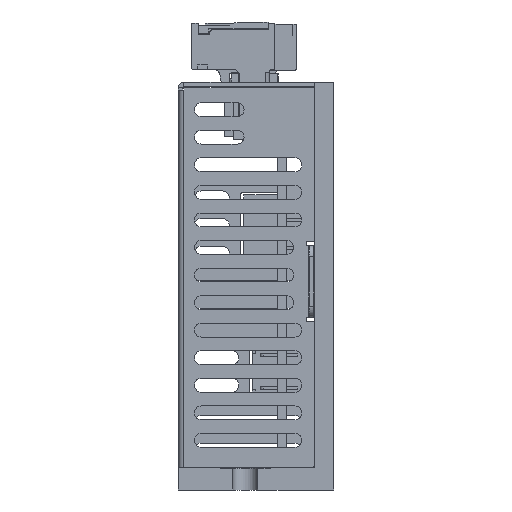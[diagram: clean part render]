
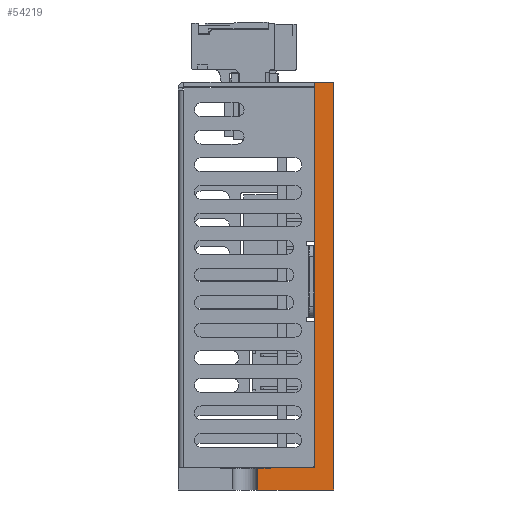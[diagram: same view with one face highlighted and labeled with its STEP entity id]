
A CAD part, left-side view. The second image highlights one B-rep face of the part: STEP entity #54219.
In plain terms, the highlighted planar face has unit normal (-1, 0, 0).
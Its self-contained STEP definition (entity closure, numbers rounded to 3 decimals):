
#1462 = ORIENTED_EDGE ( 'NONE', *, *, #120562, .F. ) ;
#3093 = ORIENTED_EDGE ( 'NONE', *, *, #28114, .F. ) ;
#4137 = LINE ( 'NONE', #143488, #107056 ) ;
#8666 = ORIENTED_EDGE ( 'NONE', *, *, #149029, .F. ) ;
#9425 = VECTOR ( 'NONE', #159561, 1000. ) ;
#10734 = VECTOR ( 'NONE', #115955, 1000. ) ;
#11360 = AXIS2_PLACEMENT_3D ( 'NONE', #41871, #68790, #162460 ) ;
#14728 = VECTOR ( 'NONE', #63918, 1000. ) ;
#14870 = LINE ( 'NONE', #102466, #10734 ) ;
#15658 = EDGE_CURVE ( 'NONE', #35972, #126277, #169453, .T. ) ;
#18522 = CARTESIAN_POINT ( 'NONE',  ( -59., 13.75, -70.05 ) ) ;
#19775 = VERTEX_POINT ( 'NONE', #55265 ) ;
#21668 = ORIENTED_EDGE ( 'NONE', *, *, #60396, .F. ) ;
#28114 = EDGE_CURVE ( 'NONE', #126277, #144365, #85605, .T. ) ;
#28145 = VECTOR ( 'NONE', #32666, 1000. ) ;
#32666 = DIRECTION ( 'NONE',  ( 0., 0., -1. ) ) ;
#33266 = CARTESIAN_POINT ( 'NONE',  ( -59., 13.75, 0. ) ) ;
#35972 = VERTEX_POINT ( 'NONE', #95385 ) ;
#37391 = EDGE_CURVE ( 'NONE', #119402, #35972, #4137, .T. ) ;
#41871 = CARTESIAN_POINT ( 'NONE',  ( -59., 0., 0. ) ) ;
#43997 = VERTEX_POINT ( 'NONE', #109837 ) ;
#45218 = ORIENTED_EDGE ( 'NONE', *, *, #131341, .F. ) ;
#45326 = DIRECTION ( 'NONE',  ( 0., -1., 0. ) ) ;
#46293 = VERTEX_POINT ( 'NONE', #50744 ) ;
#47656 = CARTESIAN_POINT ( 'NONE',  ( -59., 3.5, -4.406 ) ) ;
#50182 = CARTESIAN_POINT ( 'NONE',  ( -59., 0., 0. ) ) ;
#50465 = CARTESIAN_POINT ( 'NONE',  ( -59., 3.45, -5.594 ) ) ;
#50744 = CARTESIAN_POINT ( 'NONE',  ( -59., 3.5, -5.594 ) ) ;
#51674 = CARTESIAN_POINT ( 'NONE',  ( -59., 3.5, 0. ) ) ;
#54219 = ADVANCED_FACE ( 'NONE', ( #83149 ), #149088, .F. ) ;
#55265 = CARTESIAN_POINT ( 'NONE',  ( -59., 3.45, -5.594 ) ) ;
#55856 = CARTESIAN_POINT ( 'NONE',  ( -59., 3.5, -70. ) ) ;
#56171 = VECTOR ( 'NONE', #69345, 1000. ) ;
#57619 = CARTESIAN_POINT ( 'NONE',  ( -59., 3.5, -70. ) ) ;
#60396 = EDGE_CURVE ( 'NONE', #168273, #125094, #172152, .T. ) ;
#62617 = VECTOR ( 'NONE', #147456, 1000. ) ;
#63856 = ORIENTED_EDGE ( 'NONE', *, *, #97532, .T. ) ;
#63918 = DIRECTION ( 'NONE',  ( 0., 0., 1. ) ) ;
#63964 = LINE ( 'NONE', #65938, #9425 ) ;
#65938 = CARTESIAN_POINT ( 'NONE',  ( -59., 28.15, -70. ) ) ;
#66079 = CARTESIAN_POINT ( 'NONE',  ( -59., 0., -74. ) ) ;
#68790 = DIRECTION ( 'NONE',  ( 1., 0., 0. ) ) ;
#69345 = DIRECTION ( 'NONE',  ( 0., 0., 1. ) ) ;
#72534 = VECTOR ( 'NONE', #130787, 1000. ) ;
#79822 = VERTEX_POINT ( 'NONE', #57619 ) ;
#80696 = DIRECTION ( 'NONE',  ( 0., -1., 0. ) ) ;
#83149 = FACE_OUTER_BOUND ( 'NONE', #100184, .T. ) ;
#85605 = LINE ( 'NONE', #66079, #117139 ) ;
#89391 = CARTESIAN_POINT ( 'NONE',  ( -59., 11.5, -70.05 ) ) ;
#92221 = CARTESIAN_POINT ( 'NONE',  ( -59., 3.45, -4.406 ) ) ;
#93098 = DIRECTION ( 'NONE',  ( 0., 1., 0. ) ) ;
#95385 = CARTESIAN_POINT ( 'NONE',  ( -59., 0., 0. ) ) ;
#97532 = EDGE_CURVE ( 'NONE', #147467, #100715, #136032, .T. ) ;
#100184 = EDGE_LOOP ( 'NONE', ( #137545, #172109, #8666, #1462, #103209, #21668, #156792, #3093, #147464, #145421, #45218, #63856 ) ) ;
#100715 = VERTEX_POINT ( 'NONE', #92221 ) ;
#100864 = LINE ( 'NONE', #136353, #167777 ) ;
#101012 = VECTOR ( 'NONE', #45326, 1000. ) ;
#102466 = CARTESIAN_POINT ( 'NONE',  ( -59., 3.5, -70. ) ) ;
#103069 = CARTESIAN_POINT ( 'NONE',  ( -59., 0., -74. ) ) ;
#103209 = ORIENTED_EDGE ( 'NONE', *, *, #135735, .T. ) ;
#103888 = EDGE_CURVE ( 'NONE', #19775, #46293, #108322, .T. ) ;
#104360 = EDGE_CURVE ( 'NONE', #168273, #144365, #130974, .T. ) ;
#107056 = VECTOR ( 'NONE', #156873, 1000. ) ;
#108322 = LINE ( 'NONE', #50465, #72534 ) ;
#109837 = CARTESIAN_POINT ( 'NONE',  ( -59., 11.5, -70. ) ) ;
#115955 = DIRECTION ( 'NONE',  ( 0., 0., 1. ) ) ;
#117139 = VECTOR ( 'NONE', #93098, 1000. ) ;
#119402 = VERTEX_POINT ( 'NONE', #51674 ) ;
#120562 = EDGE_CURVE ( 'NONE', #43997, #79822, #63964, .T. ) ;
#120605 = CARTESIAN_POINT ( 'NONE',  ( -59., 3.45, -4.406 ) ) ;
#124214 = EDGE_CURVE ( 'NONE', #19775, #100715, #157316, .T. ) ;
#125094 = VERTEX_POINT ( 'NONE', #89391 ) ;
#126277 = VERTEX_POINT ( 'NONE', #103069 ) ;
#130787 = DIRECTION ( 'NONE',  ( 0., 1., 0. ) ) ;
#130974 = LINE ( 'NONE', #33266, #28145 ) ;
#131341 = EDGE_CURVE ( 'NONE', #147467, #119402, #14870, .T. ) ;
#135735 = EDGE_CURVE ( 'NONE', #43997, #125094, #100864, .T. ) ;
#136032 = LINE ( 'NONE', #120605, #167339 ) ;
#136353 = CARTESIAN_POINT ( 'NONE',  ( -59., 11.5, 0. ) ) ;
#137545 = ORIENTED_EDGE ( 'NONE', *, *, #124214, .F. ) ;
#139090 = CARTESIAN_POINT ( 'NONE',  ( -59., 0., -70.05 ) ) ;
#143488 = CARTESIAN_POINT ( 'NONE',  ( -59., 3.5, 0. ) ) ;
#144365 = VERTEX_POINT ( 'NONE', #151020 ) ;
#145421 = ORIENTED_EDGE ( 'NONE', *, *, #37391, .F. ) ;
#147456 = DIRECTION ( 'NONE',  ( 0., 0., -1. ) ) ;
#147464 = ORIENTED_EDGE ( 'NONE', *, *, #15658, .F. ) ;
#147467 = VERTEX_POINT ( 'NONE', #47656 ) ;
#149029 = EDGE_CURVE ( 'NONE', #79822, #46293, #163053, .T. ) ;
#149088 = PLANE ( 'NONE',  #11360 ) ;
#149748 = DIRECTION ( 'NONE',  ( 0., 0., -1. ) ) ;
#151020 = CARTESIAN_POINT ( 'NONE',  ( -59., 13.75, -74. ) ) ;
#156792 = ORIENTED_EDGE ( 'NONE', *, *, #104360, .T. ) ;
#156873 = DIRECTION ( 'NONE',  ( 0., -1., 0. ) ) ;
#157316 = LINE ( 'NONE', #172796, #14728 ) ;
#159561 = DIRECTION ( 'NONE',  ( 0., -1., 0. ) ) ;
#162460 = DIRECTION ( 'NONE',  ( 0., 0., -1. ) ) ;
#163053 = LINE ( 'NONE', #55856, #56171 ) ;
#167339 = VECTOR ( 'NONE', #80696, 1000. ) ;
#167777 = VECTOR ( 'NONE', #149748, 1000. ) ;
#168273 = VERTEX_POINT ( 'NONE', #18522 ) ;
#169453 = LINE ( 'NONE', #50182, #62617 ) ;
#172109 = ORIENTED_EDGE ( 'NONE', *, *, #103888, .T. ) ;
#172152 = LINE ( 'NONE', #139090, #101012 ) ;
#172796 = CARTESIAN_POINT ( 'NONE',  ( -59., 3.45, 0. ) ) ;
